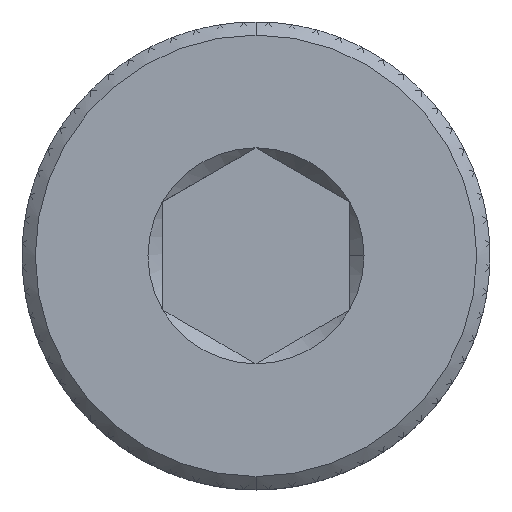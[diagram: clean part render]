
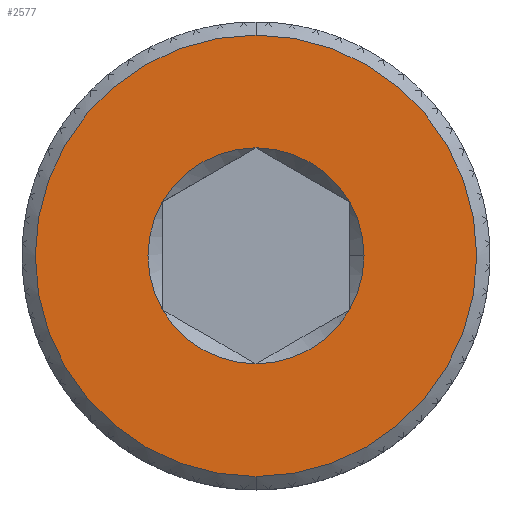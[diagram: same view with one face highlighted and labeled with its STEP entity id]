
A CAD part, top view. The second image highlights one B-rep face of the part: STEP entity #2577.
In plain terms, the highlighted planar face has unit normal (0, 0, 1).
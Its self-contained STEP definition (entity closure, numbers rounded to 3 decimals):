
#600 = DIRECTION ( 'NONE',  ( 0., -1., 0. ) ) ;
#601 = DIRECTION ( 'NONE',  ( 0., 0., 1. ) ) ;
#604 = PLANE ( 'NONE',  #9439 ) ;
#607 = CARTESIAN_POINT ( 'NONE',  ( 0., 0., 0. ) ) ;
#1603 = VERTEX_POINT ( 'NONE', #8230 ) ;
#1654 = VERTEX_POINT ( 'NONE', #8179 ) ;
#1656 = VERTEX_POINT ( 'NONE', #8177 ) ;
#1657 = VERTEX_POINT ( 'NONE', #8176 ) ;
#1661 = VERTEX_POINT ( 'NONE', #8172 ) ;
#1663 = VERTEX_POINT ( 'NONE', #8170 ) ;
#1708 = VERTEX_POINT ( 'NONE', #8125 ) ;
#1849 = VERTEX_POINT ( 'NONE', #7983 ) ;
#1953 = VERTEX_POINT ( 'NONE', #7879 ) ;
#2209 = AXIS2_PLACEMENT_3D ( 'NONE', #10047, #10033, #10032 ) ;
#2210 = AXIS2_PLACEMENT_3D ( 'NONE', #10014, #10012, #10011 ) ;
#2577 = ADVANCED_FACE ( 'NONE', ( #3910, #3913 ), #604, .T. ) ;
#3910 = FACE_BOUND ( 'NONE', #5705, .T. ) ;
#3913 = FACE_OUTER_BOUND ( 'NONE', #5711, .T. ) ;
#4146 = CIRCLE ( 'NONE', #9531, 1.155 ) ;
#4147 = CIRCLE ( 'NONE', #9530, 2.36 ) ;
#4148 = CIRCLE ( 'NONE', #9532, 1.155 ) ;
#4149 = CIRCLE ( 'NONE', #9533, 1.155 ) ;
#4150 = CIRCLE ( 'NONE', #9534, 1.155 ) ;
#4151 = CIRCLE ( 'NONE', #9535, 1.155 ) ;
#4152 = CIRCLE ( 'NONE', #9536, 1.155 ) ;
#4292 = CIRCLE ( 'NONE', #2209, 2.36 ) ;
#4293 = CIRCLE ( 'NONE', #2210, 1.155 ) ;
#5160 = ORIENTED_EDGE ( 'NONE', *, *, #8616, .T. ) ;
#5161 = ORIENTED_EDGE ( 'NONE', *, *, #8459, .T. ) ;
#5162 = ORIENTED_EDGE ( 'NONE', *, *, #8460, .F. ) ;
#5163 = ORIENTED_EDGE ( 'NONE', *, *, #8617, .F. ) ;
#5164 = ORIENTED_EDGE ( 'NONE', *, *, #8461, .F. ) ;
#5165 = ORIENTED_EDGE ( 'NONE', *, *, #8462, .F. ) ;
#5166 = ORIENTED_EDGE ( 'NONE', *, *, #8463, .F. ) ;
#5167 = ORIENTED_EDGE ( 'NONE', *, *, #8464, .F. ) ;
#5168 = ORIENTED_EDGE ( 'NONE', *, *, #8465, .F. ) ;
#5705 = EDGE_LOOP ( 'NONE', ( #5168, #5167, #5166, #5165, #5164, #5163, #5162 ) ) ;
#5711 = EDGE_LOOP ( 'NONE', ( #5161, #5160 ) ) ;
#7349 = DIRECTION ( 'NONE',  ( 1., 0., 0. ) ) ;
#7350 = DIRECTION ( 'NONE',  ( 0., 0., 1. ) ) ;
#7351 = CARTESIAN_POINT ( 'NONE',  ( 0., 0., 0. ) ) ;
#7354 = DIRECTION ( 'NONE',  ( 1., 0., 0. ) ) ;
#7355 = DIRECTION ( 'NONE',  ( 0., 0., 1. ) ) ;
#7356 = CARTESIAN_POINT ( 'NONE',  ( 0., 0., 0. ) ) ;
#7357 = DIRECTION ( 'NONE',  ( 1., 0., 0. ) ) ;
#7358 = DIRECTION ( 'NONE',  ( 0., 0., 1. ) ) ;
#7359 = CARTESIAN_POINT ( 'NONE',  ( 0., 0., 0. ) ) ;
#7360 = DIRECTION ( 'NONE',  ( 1., 0., 0. ) ) ;
#7361 = DIRECTION ( 'NONE',  ( 0., 0., 1. ) ) ;
#7362 = CARTESIAN_POINT ( 'NONE',  ( 0., 0., 0. ) ) ;
#7363 = DIRECTION ( 'NONE',  ( 1., 0., 0. ) ) ;
#7364 = DIRECTION ( 'NONE',  ( 0., 0., 1. ) ) ;
#7365 = CARTESIAN_POINT ( 'NONE',  ( 0., 0., 0. ) ) ;
#7366 = DIRECTION ( 'NONE',  ( 1., 0., 0. ) ) ;
#7367 = DIRECTION ( 'NONE',  ( 0., 0., 1. ) ) ;
#7368 = CARTESIAN_POINT ( 'NONE',  ( 0., 0., 0. ) ) ;
#7369 = DIRECTION ( 'NONE',  ( 0., -1., 0. ) ) ;
#7370 = DIRECTION ( 'NONE',  ( 0., 0., 1. ) ) ;
#7371 = CARTESIAN_POINT ( 'NONE',  ( 0., 0., 0. ) ) ;
#7879 = CARTESIAN_POINT ( 'NONE',  ( 0., -2.36, 0. ) ) ;
#7983 = CARTESIAN_POINT ( 'NONE',  ( 0., 2.36, 0. ) ) ;
#8125 = CARTESIAN_POINT ( 'NONE',  ( 1.155, 0., 0. ) ) ;
#8170 = CARTESIAN_POINT ( 'NONE',  ( 0., 1.155, 0. ) ) ;
#8172 = CARTESIAN_POINT ( 'NONE',  ( 0., -1.155, 0. ) ) ;
#8176 = CARTESIAN_POINT ( 'NONE',  ( -1., -0.577, 0. ) ) ;
#8177 = CARTESIAN_POINT ( 'NONE',  ( 1., -0.577, 0. ) ) ;
#8179 = CARTESIAN_POINT ( 'NONE',  ( -1., 0.577, 0. ) ) ;
#8230 = CARTESIAN_POINT ( 'NONE',  ( 1., 0.577, 0. ) ) ;
#8459 = EDGE_CURVE ( 'NONE', #1849, #1953, #4147, .T. ) ;
#8460 = EDGE_CURVE ( 'NONE', #1656, #1708, #4146, .T. ) ;
#8461 = EDGE_CURVE ( 'NONE', #1603, #1663, #4148, .T. ) ;
#8462 = EDGE_CURVE ( 'NONE', #1663, #1654, #4149, .T. ) ;
#8463 = EDGE_CURVE ( 'NONE', #1654, #1657, #4150, .T. ) ;
#8464 = EDGE_CURVE ( 'NONE', #1657, #1661, #4151, .T. ) ;
#8465 = EDGE_CURVE ( 'NONE', #1661, #1656, #4152, .T. ) ;
#8616 = EDGE_CURVE ( 'NONE', #1953, #1849, #4292, .T. ) ;
#8617 = EDGE_CURVE ( 'NONE', #1708, #1603, #4293, .T. ) ;
#9439 = AXIS2_PLACEMENT_3D ( 'NONE', #607, #601, #600 ) ;
#9530 = AXIS2_PLACEMENT_3D ( 'NONE', #7371, #7370, #7369 ) ;
#9531 = AXIS2_PLACEMENT_3D ( 'NONE', #7368, #7367, #7366 ) ;
#9532 = AXIS2_PLACEMENT_3D ( 'NONE', #7365, #7364, #7363 ) ;
#9533 = AXIS2_PLACEMENT_3D ( 'NONE', #7362, #7361, #7360 ) ;
#9534 = AXIS2_PLACEMENT_3D ( 'NONE', #7359, #7358, #7357 ) ;
#9535 = AXIS2_PLACEMENT_3D ( 'NONE', #7356, #7355, #7354 ) ;
#9536 = AXIS2_PLACEMENT_3D ( 'NONE', #7351, #7350, #7349 ) ;
#10011 = DIRECTION ( 'NONE',  ( 1., 0., 0. ) ) ;
#10012 = DIRECTION ( 'NONE',  ( 0., 0., 1. ) ) ;
#10014 = CARTESIAN_POINT ( 'NONE',  ( 0., 0., 0. ) ) ;
#10032 = DIRECTION ( 'NONE',  ( 0., -1., 0. ) ) ;
#10033 = DIRECTION ( 'NONE',  ( 0., 0., 1. ) ) ;
#10047 = CARTESIAN_POINT ( 'NONE',  ( 0., 0., 0. ) ) ;
